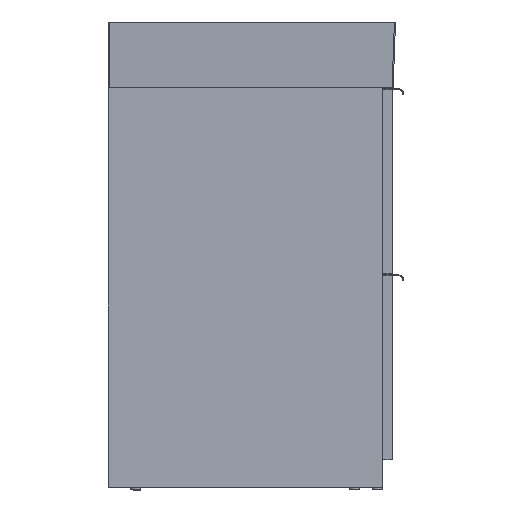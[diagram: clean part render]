
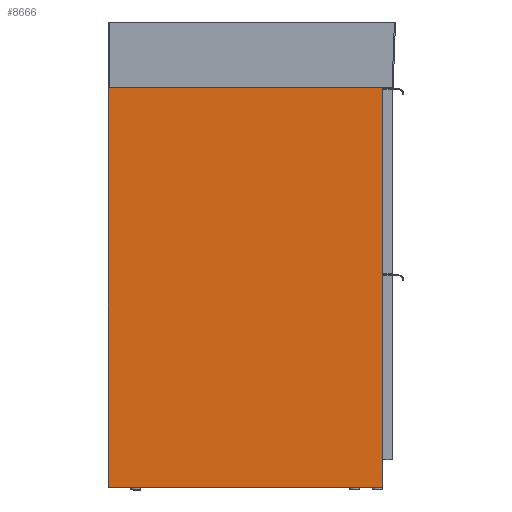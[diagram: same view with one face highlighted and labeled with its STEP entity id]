
A CAD part, left-side view. The second image highlights one B-rep face of the part: STEP entity #8666.
In plain terms, the highlighted planar face has unit normal (-1, 0, 0).
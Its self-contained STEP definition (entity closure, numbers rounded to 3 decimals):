
#758=PLANE('',#9386);
#1020=FACE_OUTER_BOUND('',#1608,.T.);
#1608=EDGE_LOOP('',(#6220,#6221,#6222,#6223));
#2287=LINE('',#12911,#2940);
#2291=LINE('',#12919,#2944);
#2294=LINE('',#12925,#2947);
#2297=LINE('',#12930,#2950);
#2940=VECTOR('',#10523,1.);
#2944=VECTOR('',#10529,1.);
#2947=VECTOR('',#10534,1.);
#2950=VECTOR('',#10539,1.);
#3869=VERTEX_POINT('',#12909);
#3870=VERTEX_POINT('',#12910);
#3873=VERTEX_POINT('',#12918);
#3875=VERTEX_POINT('',#12924);
#4719=EDGE_CURVE('',#3869,#3870,#2287,.T.);
#4723=EDGE_CURVE('',#3870,#3873,#2291,.T.);
#4726=EDGE_CURVE('',#3873,#3875,#2294,.T.);
#4729=EDGE_CURVE('',#3875,#3869,#2297,.T.);
#6220=ORIENTED_EDGE('',*,*,#4729,.T.);
#6221=ORIENTED_EDGE('',*,*,#4719,.T.);
#6222=ORIENTED_EDGE('',*,*,#4723,.T.);
#6223=ORIENTED_EDGE('',*,*,#4726,.T.);
#8666=ADVANCED_FACE('',(#1020),#758,.T.);
#9386=AXIS2_PLACEMENT_3D('',#12932,#10541,#10542);
#10523=DIRECTION('',(0.,0.,-1.));
#10529=DIRECTION('',(0.,-1.,0.));
#10534=DIRECTION('',(0.,0.,1.));
#10539=DIRECTION('',(0.,1.,0.));
#10541=DIRECTION('center_axis',(-1.,0.,0.));
#10542=DIRECTION('ref_axis',(0.,0.,1.));
#12909=CARTESIAN_POINT('',(-905.766,-24.827,730.));
#12910=CARTESIAN_POINT('',(-905.766,-24.827,0.));
#12911=CARTESIAN_POINT('',(-905.766,-24.827,730.));
#12918=CARTESIAN_POINT('',(-905.766,-524.827,0.));
#12919=CARTESIAN_POINT('',(-905.766,-24.827,0.));
#12924=CARTESIAN_POINT('',(-905.766,-524.827,730.));
#12925=CARTESIAN_POINT('',(-905.766,-524.827,0.));
#12930=CARTESIAN_POINT('',(-905.766,-524.827,730.));
#12932=CARTESIAN_POINT('Origin',(-905.766,-274.827,365.));
